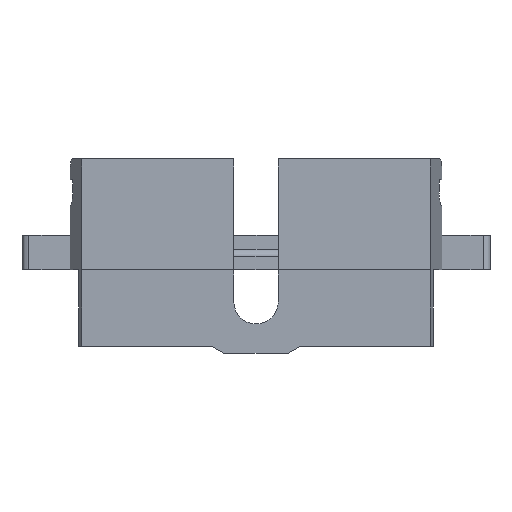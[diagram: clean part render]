
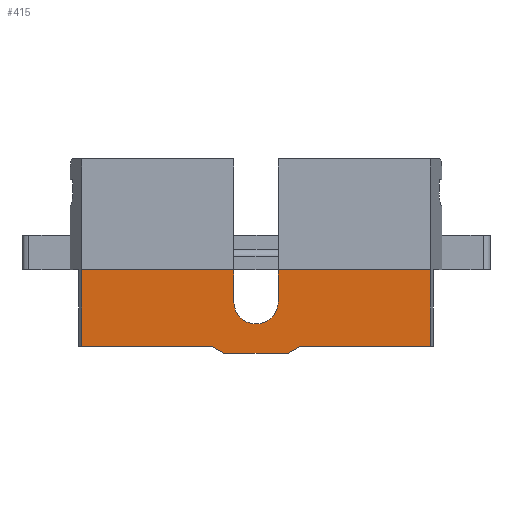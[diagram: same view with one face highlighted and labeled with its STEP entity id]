
A CAD part, front view. The second image highlights one B-rep face of the part: STEP entity #415.
In plain terms, the highlighted planar face has unit normal (0, -1, -0.018).
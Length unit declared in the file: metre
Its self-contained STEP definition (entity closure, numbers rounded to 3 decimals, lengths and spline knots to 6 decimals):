
#415 = ADVANCED_FACE( 'NONE', ( #983 ), #984, .T. );
#983 = FACE_OUTER_BOUND( '', #1699, .T. );
#984 = PLANE( '', #1700 );
#1699 = EDGE_LOOP( '', ( #2931, #2932, #2933, #2934, #2935, #2936, #2937, #2938, #2939, #2940, #2941, #2942 ) );
#1700 = AXIS2_PLACEMENT_3D( '', #2943, #2944, #2945 );
#2931 = ORIENTED_EDGE( '', *, *, #4690, .T. );
#2932 = ORIENTED_EDGE( '', *, *, #4737, .T. );
#2933 = ORIENTED_EDGE( '', *, *, #4738, .F. );
#2934 = ORIENTED_EDGE( '', *, *, #4739, .T. );
#2935 = ORIENTED_EDGE( '', *, *, #4740, .T. );
#2936 = ORIENTED_EDGE( '', *, *, #4741, .T. );
#2937 = ORIENTED_EDGE( '', *, *, #4717, .T. );
#2938 = ORIENTED_EDGE( '', *, *, #4458, .T. );
#2939 = ORIENTED_EDGE( '', *, *, #4742, .F. );
#2940 = ORIENTED_EDGE( '', *, *, #4743, .T. );
#2941 = ORIENTED_EDGE( '', *, *, #4619, .T. );
#2942 = ORIENTED_EDGE( '', *, *, #4744, .T. );
#2943 = CARTESIAN_POINT( '', ( -0.012573, -0.003185, 0. ) );
#2944 = DIRECTION( '', ( 0., -1., -0.017 ) );
#2945 = DIRECTION( '', ( 0., 0.017, -1. ) );
#4458 = EDGE_CURVE( 'NONE', #5419, #5416, #5420, .F. );
#4619 = EDGE_CURVE( 'NONE', #5684, #5682, #5685, .F. );
#4690 = EDGE_CURVE( 'NONE', #5776, #5785, #5787, .F. );
#4717 = EDGE_CURVE( 'NONE', #5824, #5419, #5825, .F. );
#4737 = EDGE_CURVE( 'NONE', #5785, #5852, #5853, .T. );
#4738 = EDGE_CURVE( 'NONE', #5854, #5852, #5855, .T. );
#4739 = EDGE_CURVE( 'NONE', #5854, #5856, #5857, .F. );
#4740 = EDGE_CURVE( 'NONE', #5856, #5858, #5859, .T. );
#4741 = EDGE_CURVE( 'NONE', #5858, #5824, #5860, .T. );
#4742 = EDGE_CURVE( 'NONE', #5861, #5416, #5862, .T. );
#4743 = EDGE_CURVE( 'NONE', #5861, #5684, #5863, .T. );
#4744 = EDGE_CURVE( 'NONE', #5682, #5776, #5864, .F. );
#5416 = VERTEX_POINT( 'NONE', #6709 );
#5419 = VERTEX_POINT( 'NONE', #6713 );
#5420 = LINE( '', #6714, #6715 );
#5682 = VERTEX_POINT( 'NONE', #7065 );
#5684 = VERTEX_POINT( 'NONE', #7068 );
#5685 = LINE( '', #7069, #7070 );
#5776 = VERTEX_POINT( 'NONE', #7200 );
#5785 = VERTEX_POINT( 'NONE', #7214 );
#5787 = LINE( '', #7217, #7218 );
#5824 = VERTEX_POINT( 'NONE', #7265 );
#5825 = LINE( '', #7266, #7267 );
#5852 = VERTEX_POINT( 'NONE', #7307 );
#5853 = LINE( '', #7308, #7309 );
#5854 = VERTEX_POINT( 'NONE', #7310 );
#5855 = LINE( '', #7311, #7312 );
#5856 = VERTEX_POINT( 'NONE', #7313 );
#5857 = LINE( '', #7314, #7315 );
#5858 = VERTEX_POINT( 'NONE', #7316 );
#5859 = LINE( '', #7317, #7318 );
#5860 = LINE( '', #7319, #7320 );
#5861 = VERTEX_POINT( 'NONE', #7321 );
#5862 = LINE( '', #7322, #7323 );
#5863 = LINE( '', #7324, #7325 );
#5864 = ELLIPSE( '', #7326, 0.0016, 0.0016 );
#6709 = CARTESIAN_POINT( '', ( 0.01259, -0.003089, -0.0055 ) );
#6713 = CARTESIAN_POINT( '', ( 0.0032, -0.003089, -0.0055 ) );
#6714 = CARTESIAN_POINT( '', ( -0.012573, -0.003089, -0.0055 ) );
#6715 = VECTOR( '', #8137, 1. );
#7065 = CARTESIAN_POINT( '', ( 0.0016, -0.003145, -0.0023 ) );
#7068 = CARTESIAN_POINT( '', ( 0.0016, -0.003185, 0. ) );
#7069 = CARTESIAN_POINT( '', ( 0.0016, -0.003185, 0. ) );
#7070 = VECTOR( '', #8368, 1. );
#7200 = CARTESIAN_POINT( '', ( -0.0016, -0.003145, -0.0023 ) );
#7214 = CARTESIAN_POINT( '', ( -0.0016, -0.003185, 0. ) );
#7217 = CARTESIAN_POINT( '', ( -0.0016, -0.003185, 0. ) );
#7218 = VECTOR( '', #8458, 1. );
#7265 = CARTESIAN_POINT( '', ( 0.002334, -0.00308, -0.006 ) );
#7266 = CARTESIAN_POINT( '', ( -0.006247, -0.002993, -0.010954 ) );
#7267 = VECTOR( '', #8493, 1. );
#7307 = CARTESIAN_POINT( '', ( -0.012573, -0.003185, 0. ) );
#7308 = CARTESIAN_POINT( '', ( -0.012573, -0.003185, 0. ) );
#7309 = VECTOR( '', #8524, 1. );
#7310 = CARTESIAN_POINT( '', ( -0.01259, -0.003089, -0.0055 ) );
#7311 = CARTESIAN_POINT( '', ( -0.012574, -0.003183, -0.000085 ) );
#7312 = VECTOR( '', #8525, 1. );
#7313 = CARTESIAN_POINT( '', ( -0.0032, -0.003089, -0.0055 ) );
#7314 = CARTESIAN_POINT( '', ( -0.012573, -0.003089, -0.0055 ) );
#7315 = VECTOR( '', #8526, 1. );
#7316 = CARTESIAN_POINT( '', ( -0.002334, -0.00308, -0.006 ) );
#7317 = CARTESIAN_POINT( '', ( -0.012612, -0.003184, -0.000066 ) );
#7318 = VECTOR( '', #8527, 1. );
#7319 = CARTESIAN_POINT( '', ( -0.012573, -0.00308, -0.006 ) );
#7320 = VECTOR( '', #8528, 1. );
#7321 = CARTESIAN_POINT( '', ( 0.012573, -0.003185, 0. ) );
#7322 = CARTESIAN_POINT( '', ( 0.012573, -0.003185, 0. ) );
#7323 = VECTOR( '', #8529, 1. );
#7324 = CARTESIAN_POINT( '', ( -0.012573, -0.003185, 0. ) );
#7325 = VECTOR( '', #8530, 1. );
#7326 = AXIS2_PLACEMENT_3D( '', #8531, #8532, #8533 );
#8137 = DIRECTION( '', ( -1., 0., 0. ) );
#8368 = DIRECTION( '', ( 0., -0.017, 1. ) );
#8458 = DIRECTION( '', ( 0., 0.017, -1. ) );
#8493 = DIRECTION( '', ( -0.866, 0.009, -0.5 ) );
#8524 = DIRECTION( '', ( -1., 0., 0. ) );
#8525 = DIRECTION( '', ( 0.003, -0.017, 1. ) );
#8526 = DIRECTION( '', ( -1., 0., 0. ) );
#8527 = DIRECTION( '', ( 0.866, 0.009, -0.5 ) );
#8528 = DIRECTION( '', ( 1., 0., 0. ) );
#8529 = DIRECTION( '', ( 0.003, 0.017, -1. ) );
#8530 = DIRECTION( '', ( -1., 0., 0. ) );
#8531 = CARTESIAN_POINT( '', ( 0., -0.003145, -0.0023 ) );
#8532 = DIRECTION( '', ( 0., -1., -0.017 ) );
#8533 = DIRECTION( '', ( 0., -0.017, 1. ) );
